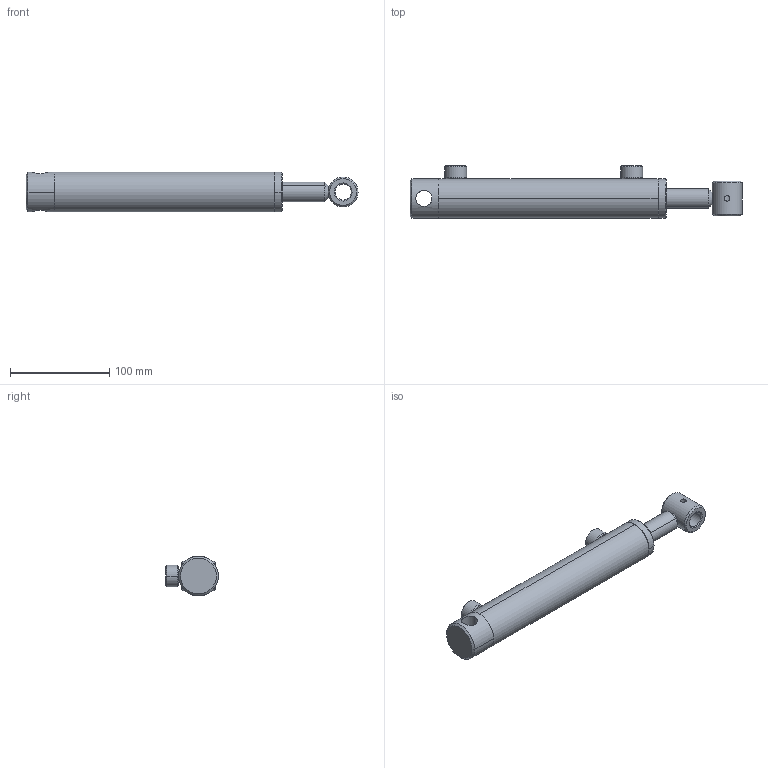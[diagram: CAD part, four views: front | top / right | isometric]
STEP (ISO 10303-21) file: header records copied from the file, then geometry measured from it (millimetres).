
FILE_DESCRIPTION (( 'STEP AP203' ), '1' );
FILE_NAME ('700-15.STEP', '2014-12-10T08:29:07', ( '' ), ( '' ), 'SwSTEP 2.0', 'SolidWorks 2015', '' );
FILE_SCHEMA (( 'CONFIG_CONTROL_DESIGN' ));
Length unit declared in the file: millimetre
Products named in the file (8): P700^700-15; 700-15; Rohr^700-15; ET700; Stange^700-15; AL14; D700^700-15; Boden^700-15
Assembly tree (8 placements, depth 2):
  700-15
    Rohr^700-15
    Stange^700-15
    AL14  x2
    D700^700-15
    P700^700-15
    Boden^700-15
    ET700
Bounding box: 334 x 53 x 40 mm (x, y, z)
Volume: 269059.4 mm3; surface area: 96974.1 mm2
Topology: 8 solids, 8 shells, 103 faces, 215 edges, 130 vertices
Faces by surface type: cylinder 44, cone 40, plane 19
Entity records: 3959 total; most frequent: CARTESIAN_POINT 1105, DIRECTION 457, ORIENTED_EDGE 374, AXIS2_PLACEMENT_3D 192, EDGE_CURVE 187, VERTEX_POINT 114, EDGE_LOOP 111, CIRCLE 92
